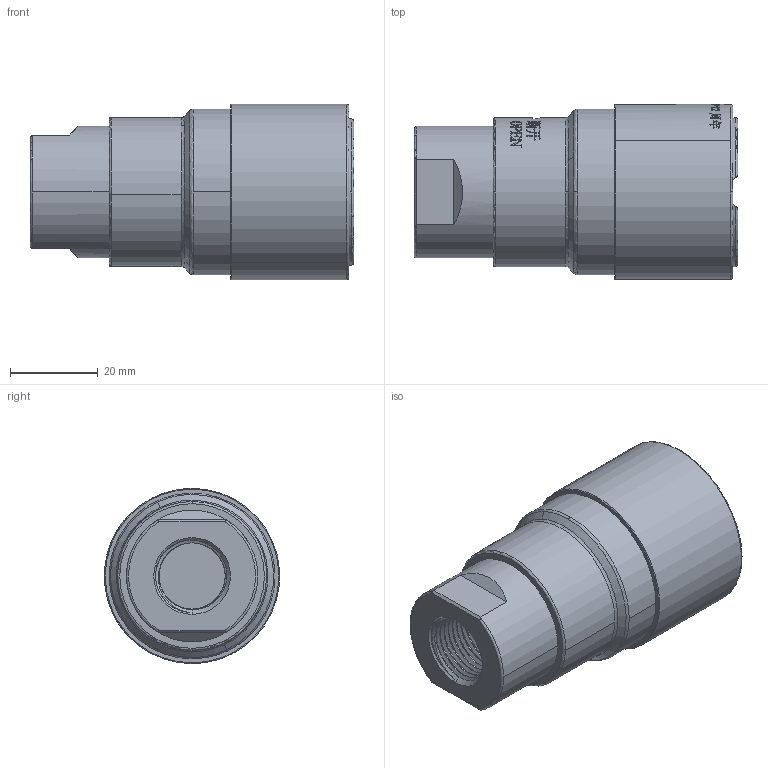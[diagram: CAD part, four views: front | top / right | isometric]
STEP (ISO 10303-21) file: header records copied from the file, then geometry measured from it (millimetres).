
FILE_DESCRIPTION (( 'STEP AP203' ), '1' );
FILE_NAME ('TNP 12 G38F-NW-01杅耀芞.STEP', '2025-01-20T10:26:42', ( 'Windows 蚚誧' ), ( '' ), 'SwSTEP 2.0', 'SolidWorks 2023', '' );
FILE_SCHEMA (( 'CONFIG_CONTROL_DESIGN' ));
Length unit declared in the file: millimetre
Products named in the file (1): TNP 12 G38F-NW-01数模图
Bounding box: 73.8 x 39.96 x 40 mm (x, y, z)
Volume: 67329.9 mm3; surface area: 12683.4 mm2
Topology: 1 solids, 1 shells, 533 faces, 1450 edges, 963 vertices
Faces by surface type: plane 279, bspline 145, cylinder 81, torus 22, cone 6
Entity records: 24450 total; most frequent: CARTESIAN_POINT 12628, ORIENTED_EDGE 2900, DIRECTION 1735, EDGE_CURVE 1450, VERTEX_POINT 963, AXIS2_PLACEMENT_3D 599, B_SPLINE_CURVE_WITH_KNOTS 590, EDGE_LOOP 577
